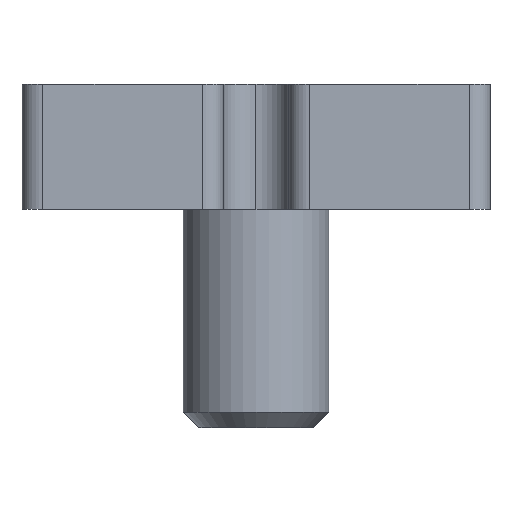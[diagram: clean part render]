
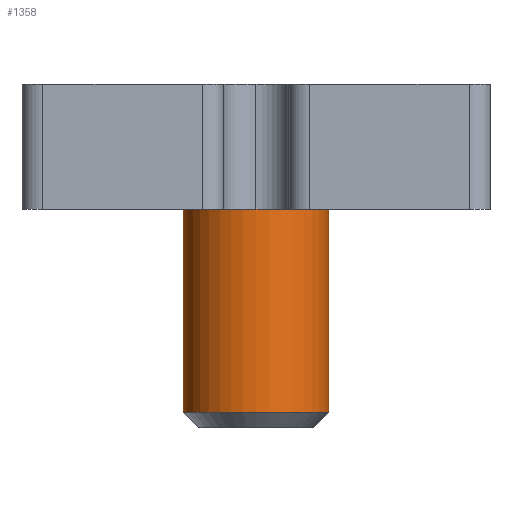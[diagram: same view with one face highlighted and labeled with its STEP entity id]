
A CAD part, left-side view. The second image highlights one B-rep face of the part: STEP entity #1358.
In plain terms, the highlighted cylindrical face has radius 7 mm (diameter 14 mm), a partial arc.
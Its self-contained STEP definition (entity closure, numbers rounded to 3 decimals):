
#48 = VECTOR ( 'NONE', #963, 1000. ) ;
#152 = FACE_OUTER_BOUND ( 'NONE', #2256, .T. ) ;
#272 = DIRECTION ( 'NONE',  ( 1., 0., 0. ) ) ;
#299 = VERTEX_POINT ( 'NONE', #2354 ) ;
#447 = VERTEX_POINT ( 'NONE', #1074 ) ;
#507 = CARTESIAN_POINT ( 'NONE',  ( 33., -7., 0. ) ) ;
#525 = EDGE_CURVE ( 'NONE', #2781, #1797, #911, .T. ) ;
#622 = LINE ( 'NONE', #507, #48 ) ;
#837 = DIRECTION ( 'NONE',  ( 1., 0., 0. ) ) ;
#843 = DIRECTION ( 'NONE',  ( 1., 0., 0. ) ) ;
#857 = LINE ( 'NONE', #1146, #2550 ) ;
#911 = CIRCLE ( 'NONE', #1918, 7. ) ;
#932 = DIRECTION ( 'NONE',  ( 0., 1., 0. ) ) ;
#963 = DIRECTION ( 'NONE',  ( 1., 0., 0. ) ) ;
#1033 = CARTESIAN_POINT ( 'NONE',  ( 31.5, -7., 0. ) ) ;
#1055 = CYLINDRICAL_SURFACE ( 'NONE', #1449, 7. ) ;
#1074 = CARTESIAN_POINT ( 'NONE',  ( 8., -7., 0. ) ) ;
#1146 = CARTESIAN_POINT ( 'NONE',  ( 33., 7., 0. ) ) ;
#1168 = CARTESIAN_POINT ( 'NONE',  ( 31.5, 7., 0. ) ) ;
#1171 = AXIS2_PLACEMENT_3D ( 'NONE', #2823, #843, #1741 ) ;
#1173 = ORIENTED_EDGE ( 'NONE', *, *, #2662, .T. ) ;
#1257 = CARTESIAN_POINT ( 'NONE',  ( 33., 0., 0. ) ) ;
#1300 = ORIENTED_EDGE ( 'NONE', *, *, #1842, .F. ) ;
#1358 = ADVANCED_FACE ( 'NONE', ( #152 ), #1055, .T. ) ;
#1449 = AXIS2_PLACEMENT_3D ( 'NONE', #1257, #837, #1699 ) ;
#1537 = CIRCLE ( 'NONE', #1171, 7. ) ;
#1699 = DIRECTION ( 'NONE',  ( 0., 1., 0. ) ) ;
#1741 = DIRECTION ( 'NONE',  ( 0., 1., 0. ) ) ;
#1797 = VERTEX_POINT ( 'NONE', #1168 ) ;
#1842 = EDGE_CURVE ( 'NONE', #447, #2781, #622, .T. ) ;
#1918 = AXIS2_PLACEMENT_3D ( 'NONE', #2464, #272, #932 ) ;
#2024 = ORIENTED_EDGE ( 'NONE', *, *, #2290, .T. ) ;
#2256 = EDGE_LOOP ( 'NONE', ( #1300, #1173, #2024, #2360 ) ) ;
#2266 = DIRECTION ( 'NONE',  ( 1., 0., 0. ) ) ;
#2290 = EDGE_CURVE ( 'NONE', #299, #1797, #857, .T. ) ;
#2354 = CARTESIAN_POINT ( 'NONE',  ( 8., 7., 0. ) ) ;
#2360 = ORIENTED_EDGE ( 'NONE', *, *, #525, .F. ) ;
#2464 = CARTESIAN_POINT ( 'NONE',  ( 31.5, 0., 0. ) ) ;
#2550 = VECTOR ( 'NONE', #2266, 1000. ) ;
#2662 = EDGE_CURVE ( 'NONE', #447, #299, #1537, .T. ) ;
#2781 = VERTEX_POINT ( 'NONE', #1033 ) ;
#2823 = CARTESIAN_POINT ( 'NONE',  ( 8., 0., 0. ) ) ;
